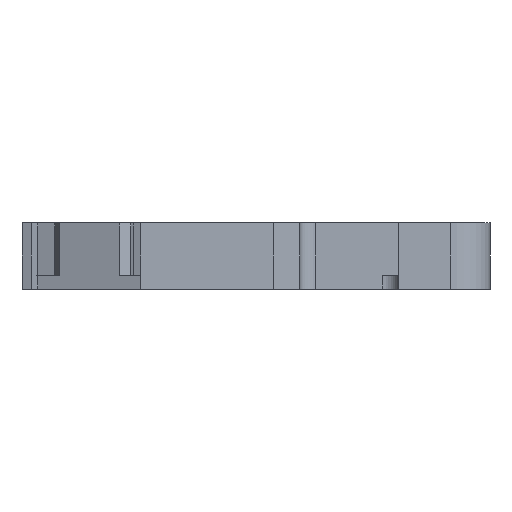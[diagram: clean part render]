
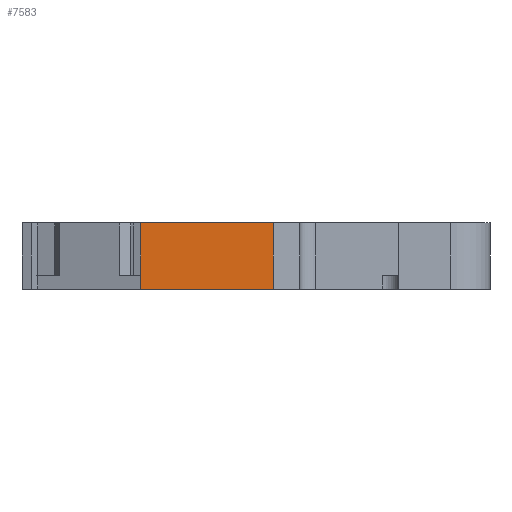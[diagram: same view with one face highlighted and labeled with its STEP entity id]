
A CAD part, left-side view. The second image highlights one B-rep face of the part: STEP entity #7583.
In plain terms, the highlighted planar face has unit normal (-1, 0, 0).
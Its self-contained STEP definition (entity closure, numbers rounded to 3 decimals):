
#594 = VECTOR ( 'NONE', #1108, 1000. ) ;
#604 = CARTESIAN_POINT ( 'NONE',  ( -60.95, 19.5, 0. ) ) ;
#716 = LINE ( 'NONE', #9689, #594 ) ;
#906 = DIRECTION ( 'NONE',  ( 0., 1., 0. ) ) ;
#1108 = DIRECTION ( 'NONE',  ( 0., 0., -1. ) ) ;
#2411 = DIRECTION ( 'NONE',  ( 0., 0., 1. ) ) ;
#2617 = VERTEX_POINT ( 'NONE', #8474 ) ;
#2780 = FACE_OUTER_BOUND ( 'NONE', #4550, .T. ) ;
#3163 = AXIS2_PLACEMENT_3D ( 'NONE', #6072, #9712, #2411 ) ;
#3572 = ORIENTED_EDGE ( 'NONE', *, *, #3945, .T. ) ;
#3593 = PLANE ( 'NONE',  #3163 ) ;
#3945 = EDGE_CURVE ( 'NONE', #2617, #6093, #12473, .T. ) ;
#4043 = CARTESIAN_POINT ( 'NONE',  ( -60.95, 9.5, 0. ) ) ;
#4550 = EDGE_LOOP ( 'NONE', ( #11841, #3572, #5704, #12363 ) ) ;
#5093 = CARTESIAN_POINT ( 'NONE',  ( -60.95, 9.5, 5. ) ) ;
#5205 = EDGE_CURVE ( 'NONE', #14451, #2617, #6055, .T. ) ;
#5704 = ORIENTED_EDGE ( 'NONE', *, *, #11416, .T. ) ;
#5960 = VECTOR ( 'NONE', #906, 1000. ) ;
#6055 = LINE ( 'NONE', #15412, #5960 ) ;
#6072 = CARTESIAN_POINT ( 'NONE',  ( -60.95, 19.5, 5. ) ) ;
#6093 = VERTEX_POINT ( 'NONE', #604 ) ;
#6158 = EDGE_CURVE ( 'NONE', #14451, #9246, #716, .T. ) ;
#6626 = CARTESIAN_POINT ( 'NONE',  ( -60.95, 19.5, 0. ) ) ;
#6822 = DIRECTION ( 'NONE',  ( 0., -1., 0. ) ) ;
#6879 = DIRECTION ( 'NONE',  ( 0., 0., -1. ) ) ;
#7583 = ADVANCED_FACE ( 'NONE', ( #2780 ), #3593, .T. ) ;
#8474 = CARTESIAN_POINT ( 'NONE',  ( -60.95, 19.5, 5. ) ) ;
#9246 = VERTEX_POINT ( 'NONE', #4043 ) ;
#9689 = CARTESIAN_POINT ( 'NONE',  ( -60.95, 9.5, 5. ) ) ;
#9712 = DIRECTION ( 'NONE',  ( -1., 0., 0. ) ) ;
#11416 = EDGE_CURVE ( 'NONE', #6093, #9246, #12641, .T. ) ;
#11841 = ORIENTED_EDGE ( 'NONE', *, *, #5205, .T. ) ;
#12363 = ORIENTED_EDGE ( 'NONE', *, *, #6158, .F. ) ;
#12464 = VECTOR ( 'NONE', #6822, 1000. ) ;
#12473 = LINE ( 'NONE', #14040, #12575 ) ;
#12575 = VECTOR ( 'NONE', #6879, 1000. ) ;
#12641 = LINE ( 'NONE', #6626, #12464 ) ;
#14040 = CARTESIAN_POINT ( 'NONE',  ( -60.95, 19.5, 5. ) ) ;
#14451 = VERTEX_POINT ( 'NONE', #5093 ) ;
#15412 = CARTESIAN_POINT ( 'NONE',  ( -60.95, 19.5, 5. ) ) ;
